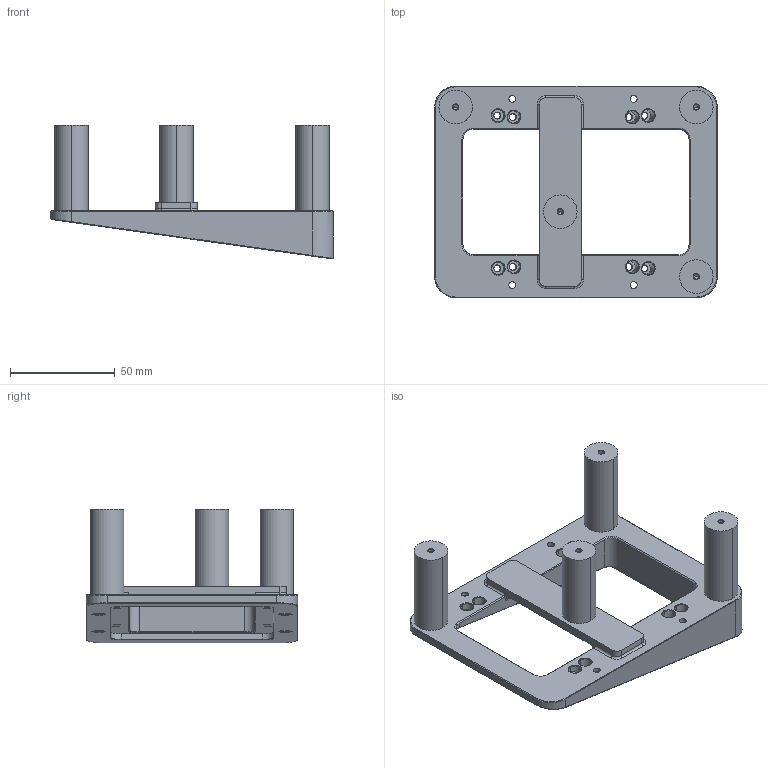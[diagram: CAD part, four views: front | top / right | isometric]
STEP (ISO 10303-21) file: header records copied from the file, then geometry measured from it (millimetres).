
FILE_DESCRIPTION((''),'2;1');
FILE_NAME('LS_JG_QX008645','2021-03-16T20:54:02',('dale.chen'),(''),'CREO PARAMETRIC BY PTC INC, 2019164','CREO PARAMETRIC BY PTC INC, 2019164','');
FILE_SCHEMA(('CONFIG_CONTROL_DESIGN','SHAPE_APPEARANCE_LAYERS_GROUPS'));
Length unit declared in the file: millimetre
Products named in the file (1): LS_JG_QX008645
Bounding box: 135 x 101 x 63.98 mm (x, y, z)
Volume: 124148.9 mm3; surface area: 38587.7 mm2
Topology: 1 solids, 5 shells, 219 faces, 518 edges, 316 vertices
Faces by surface type: cylinder 96, plane 63, bspline 32, cone 24, torus 4
Entity records: 10758 total; most frequent: CARTESIAN_POINT 5429, DIRECTION 1006, ORIENTED_EDGE 1004, EDGE_CURVE 510, AXIS2_PLACEMENT_3D 376, VERTEX_POINT 316, COLOUR_RGB 312, EDGE_LOOP 270
